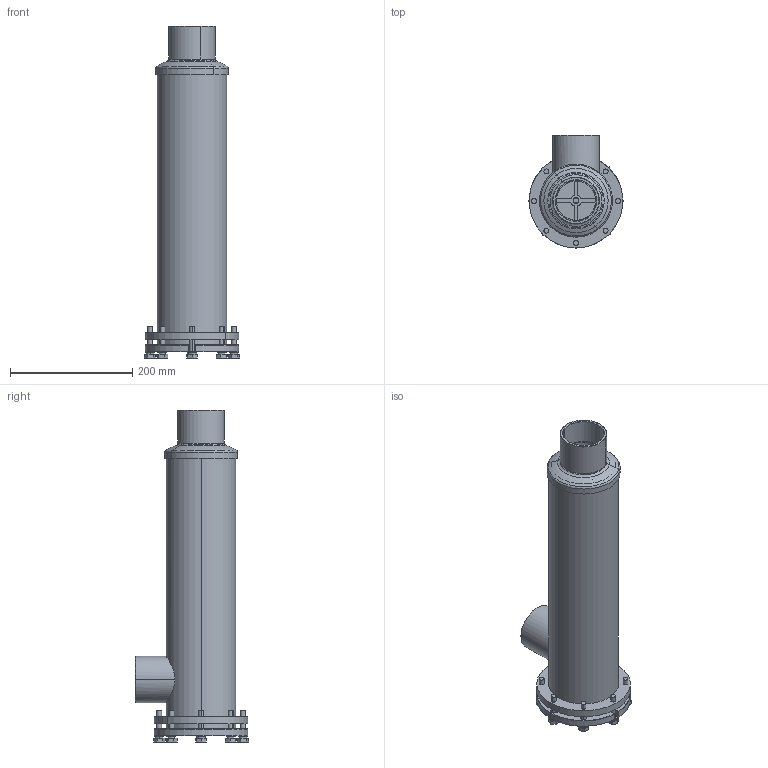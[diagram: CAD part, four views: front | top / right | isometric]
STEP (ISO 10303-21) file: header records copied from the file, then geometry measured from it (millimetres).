
FILE_DESCRIPTION (( 'STEP AP203' ), '1' );
FILE_NAME ('999-2056-14421G-839補孲徹薦肭.STEP', '2023-03-21T01:06:14', ( 'Windows 蚚誧' ), ( 'Microsoft' ), 'SwSTEP 2.0', 'SolidWorks 2018', '' );
FILE_SCHEMA (( 'CONFIG_CONTROL_DESIGN' ));
Length unit declared in the file: millimetre
Products named in the file (20): 110-215457-000沺諉奪; 180-108445-002连接杆（M8）; 121-11430455-966芠极; 110-215065-057沺諉奪; 239-10820-100薦戚; 320-1531208-000法兰圈（M8）; 999-2056-14421G-839補孲徹薦肭; 182-928515-002薦戚菜え; 330-1531209-000BN楊擘啣; 180-100615平头方颈螺栓（M6）; 311-1144015特氟龙垫圈; 181-511911折板螺母（M8）; 180-6130845B不锈钢外六角螺栓（M8）; 189-1514-008B不锈钢平垫片（M8）; 191-981022-002薦郋路啣; 204-1221-08不锈钢弹簧垫圈; 239-1061212薦郋迖攫; 251-61419T堵头（1-4NPT); 200-623565粟銅; 160-1142534-072傷裔
Assembly tree (41 placements, depth 2):
  999-2056-14421G-839補孲徹薦肭
    160-1142534-072傷裔
    121-11430455-966芠极
    320-1531208-000法兰圈（M8）
    330-1531209-000BN楊擘啣
    311-1144015特氟龙垫圈
    180-6130845B不锈钢外六角螺栓（M8）  x8
    191-981022-002薦郋路啣  x2
    239-1061212薦郋迖攫
    200-623565粟銅
    180-108445-002连接杆（M8）
    239-10820-100薦戚
    182-928515-002薦戚菜え
    180-100615平头方颈螺栓（M6）
    181-511911折板螺母（M8）
    189-1514-008B不锈钢平垫片（M8）  x8
    204-1221-08不锈钢弹簧垫圈  x8
    251-61419T堵头（1-4NPT)
    110-215457-000沺諉奪
    110-215065-057沺諉奪
Bounding box: 155.28 x 184.84 x 542.45 mm (x, y, z)
Volume: 1045946.3 mm3; surface area: 608328.1 mm2
Topology: 42 solids, 42 shells, 929 faces, 2262 edges, 1434 vertices
Faces by surface type: cylinder 401, plane 300, cone 156, torus 70, bspline 2
Entity records: 24822 total; most frequent: CARTESIAN_POINT 7595, DIRECTION 3235, ORIENTED_EDGE 2904, EDGE_CURVE 1452, AXIS2_PLACEMENT_3D 1289, VERTEX_POINT 914, EDGE_LOOP 692, VECTOR 657
